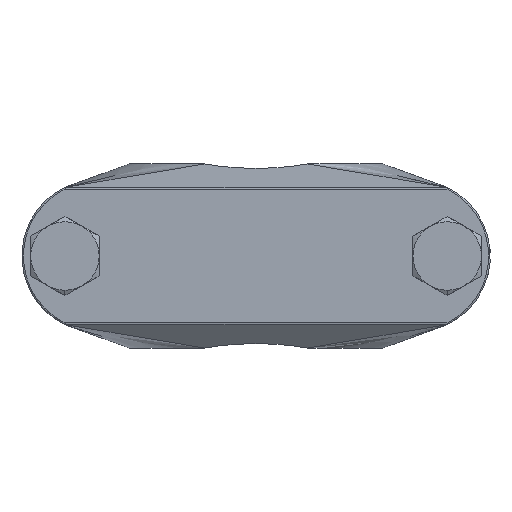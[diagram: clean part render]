
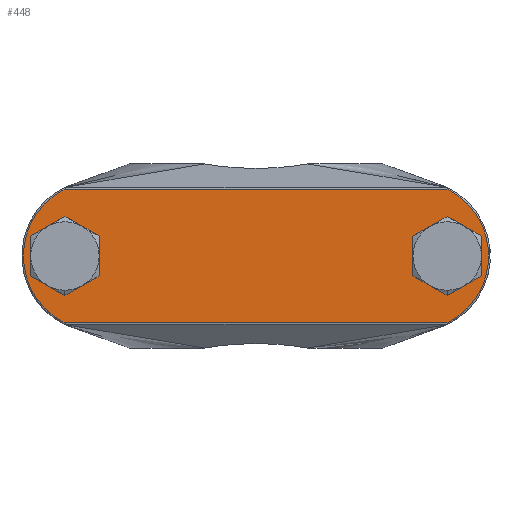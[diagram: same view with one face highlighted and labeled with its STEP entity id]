
A CAD part, front view. The second image highlights one B-rep face of the part: STEP entity #448.
In plain terms, the highlighted planar face has unit normal (0, -1, 0).
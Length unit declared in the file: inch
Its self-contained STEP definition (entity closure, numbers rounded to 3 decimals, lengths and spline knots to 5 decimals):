
#4 = VERTEX_POINT ( 'NONE', #418 ) ;
#7 = ORIENTED_EDGE ( 'NONE', *, *, #1297, .F. ) ;
#25 = CARTESIAN_POINT ( 'NONE',  ( 1.21833, -0.677, -0.4275 ) ) ;
#29 = DIRECTION ( 'NONE',  ( 0.866, 0., -0.5 ) ) ;
#31 = EDGE_CURVE ( 'NONE', #2875, #688, #3518, .T. ) ;
#32 = DIRECTION ( 'NONE',  ( 0., -1., 0. ) ) ;
#159 = VECTOR ( 'NONE', #564, 39.37008 ) ;
#212 = CARTESIAN_POINT ( 'NONE',  ( -1.00125, -0.677, 0.1263 ) ) ;
#269 = VERTEX_POINT ( 'NONE', #3538 ) ;
#278 = CIRCLE ( 'NONE', #3229, 0.476 ) ;
#309 = CARTESIAN_POINT ( 'NONE',  ( 1.22064, -0.677, -0.4275 ) ) ;
#310 = CARTESIAN_POINT ( 'NONE',  ( 1.43875, -0.677, -0.1263 ) ) ;
#317 = VECTOR ( 'NONE', #1509, 39.37008 ) ;
#374 = LINE ( 'NONE', #1099, #2184 ) ;
#376 = LINE ( 'NONE', #1768, #3612 ) ;
#393 = CARTESIAN_POINT ( 'NONE',  ( -1.009, -0.677, 0. ) ) ;
#418 = CARTESIAN_POINT ( 'NONE',  ( 1.22, -0.677, -0.25259 ) ) ;
#448 = ADVANCED_FACE ( 'NONE', ( #2140, #3331, #2690 ), #728, .T. ) ;
#504 = VERTEX_POINT ( 'NONE', #1632 ) ;
#564 = DIRECTION ( 'NONE',  ( 0., 0., 1. ) ) ;
#598 = VECTOR ( 'NONE', #2138, 39.37008 ) ;
#613 = EDGE_CURVE ( 'NONE', #1508, #1397, #891, .T. ) ;
#662 = CARTESIAN_POINT ( 'NONE',  ( 1.43875, -0.677, 0.1263 ) ) ;
#680 = AXIS2_PLACEMENT_3D ( 'NONE', #2750, #1309, #1932 ) ;
#688 = VERTEX_POINT ( 'NONE', #3645 ) ;
#728 = PLANE ( 'NONE',  #1034 ) ;
#729 = ORIENTED_EDGE ( 'NONE', *, *, #31, .F. ) ;
#797 = ORIENTED_EDGE ( 'NONE', *, *, #613, .T. ) ;
#803 = LINE ( 'NONE', #3194, #2086 ) ;
#851 = VECTOR ( 'NONE', #2235, 39.37008 ) ;
#891 = LINE ( 'NONE', #309, #3711 ) ;
#913 = CARTESIAN_POINT ( 'NONE',  ( 1.00125, -0.677, 0.1263 ) ) ;
#924 = DIRECTION ( 'NONE',  ( 1., 0., 0. ) ) ;
#930 = VECTOR ( 'NONE', #3306, 39.37008 ) ;
#1009 = EDGE_CURVE ( 'NONE', #4, #2832, #2880, .T. ) ;
#1015 = CARTESIAN_POINT ( 'NONE',  ( 1.22, -0.677, -0.25259 ) ) ;
#1034 = AXIS2_PLACEMENT_3D ( 'NONE', #393, #3056, #2793 ) ;
#1097 = EDGE_CURVE ( 'NONE', #2832, #3376, #1295, .T. ) ;
#1099 = CARTESIAN_POINT ( 'NONE',  ( -1.00125, -0.677, -0.1263 ) ) ;
#1162 = ORIENTED_EDGE ( 'NONE', *, *, #2985, .T. ) ;
#1196 = CARTESIAN_POINT ( 'NONE',  ( 1.00125, -0.677, -0.1263 ) ) ;
#1199 = EDGE_CURVE ( 'NONE', #1397, #2439, #278, .T. ) ;
#1229 = ORIENTED_EDGE ( 'NONE', *, *, #2640, .F. ) ;
#1237 = CARTESIAN_POINT ( 'NONE',  ( -1.22, -0.677, -0.25259 ) ) ;
#1243 = CARTESIAN_POINT ( 'NONE',  ( -1.43875, -0.677, -0.1263 ) ) ;
#1251 = DIRECTION ( 'NONE',  ( 0.866, 0., 0.5 ) ) ;
#1278 = EDGE_CURVE ( 'NONE', #269, #2774, #2496, .T. ) ;
#1287 = LINE ( 'NONE', #3297, #930 ) ;
#1295 = LINE ( 'NONE', #3525, #159 ) ;
#1297 = EDGE_CURVE ( 'NONE', #3717, #3307, #803, .T. ) ;
#1309 = DIRECTION ( 'NONE',  ( 0., -1., 0. ) ) ;
#1322 = ORIENTED_EDGE ( 'NONE', *, *, #1404, .F. ) ;
#1332 = DIRECTION ( 'NONE',  ( 0., 0., 1. ) ) ;
#1397 = VERTEX_POINT ( 'NONE', #25 ) ;
#1404 = EDGE_CURVE ( 'NONE', #3825, #2875, #376, .T. ) ;
#1473 = DIRECTION ( 'NONE',  ( 0., 0., -1. ) ) ;
#1492 = CARTESIAN_POINT ( 'NONE',  ( 1.43875, -0.677, 0.1263 ) ) ;
#1508 = VERTEX_POINT ( 'NONE', #3531 ) ;
#1509 = DIRECTION ( 'NONE',  ( -0.866, 0., 0.5 ) ) ;
#1560 = ORIENTED_EDGE ( 'NONE', *, *, #1199, .T. ) ;
#1606 = EDGE_CURVE ( 'NONE', #1721, #1859, #1684, .T. ) ;
#1632 = CARTESIAN_POINT ( 'NONE',  ( -1.21833, -0.677, 0.4275 ) ) ;
#1684 = LINE ( 'NONE', #1237, #3166 ) ;
#1692 = ORIENTED_EDGE ( 'NONE', *, *, #1097, .F. ) ;
#1721 = VERTEX_POINT ( 'NONE', #2901 ) ;
#1731 = VECTOR ( 'NONE', #3087, 39.37008 ) ;
#1768 = CARTESIAN_POINT ( 'NONE',  ( 1.22, -0.677, 0.25259 ) ) ;
#1795 = CARTESIAN_POINT ( 'NONE',  ( 1.009, -0.677, 0. ) ) ;
#1859 = VERTEX_POINT ( 'NONE', #2182 ) ;
#1860 = LINE ( 'NONE', #2312, #2872 ) ;
#1932 = DIRECTION ( 'NONE',  ( 0., 0., -1. ) ) ;
#1961 = ORIENTED_EDGE ( 'NONE', *, *, #1009, .F. ) ;
#1993 = ORIENTED_EDGE ( 'NONE', *, *, #2789, .F. ) ;
#2025 = EDGE_CURVE ( 'NONE', #688, #4, #2956, .T. ) ;
#2038 = DIRECTION ( 'NONE',  ( -0.866, 0., -0.5 ) ) ;
#2049 = EDGE_LOOP ( 'NONE', ( #1993, #7, #1229, #2164, #2622, #3423 ) ) ;
#2086 = VECTOR ( 'NONE', #3555, 39.37008 ) ;
#2138 = DIRECTION ( 'NONE',  ( 0.866, 0., -0.5 ) ) ;
#2140 = FACE_OUTER_BOUND ( 'NONE', #2914, .T. ) ;
#2164 = ORIENTED_EDGE ( 'NONE', *, *, #1606, .F. ) ;
#2175 = EDGE_CURVE ( 'NONE', #2774, #1721, #2918, .T. ) ;
#2182 = CARTESIAN_POINT ( 'NONE',  ( -1.00125, -0.677, -0.1263 ) ) ;
#2184 = VECTOR ( 'NONE', #1332, 39.37008 ) ;
#2204 = CARTESIAN_POINT ( 'NONE',  ( 1.00125, -0.677, 0.1263 ) ) ;
#2208 = ORIENTED_EDGE ( 'NONE', *, *, #2561, .T. ) ;
#2235 = DIRECTION ( 'NONE',  ( 0., 0., -1. ) ) ;
#2312 = CARTESIAN_POINT ( 'NONE',  ( -1.22, -0.677, 0.25259 ) ) ;
#2335 = DIRECTION ( 'NONE',  ( 0., 0., -1. ) ) ;
#2410 = VECTOR ( 'NONE', #29, 39.37008 ) ;
#2439 = VERTEX_POINT ( 'NONE', #3625 ) ;
#2465 = EDGE_CURVE ( 'NONE', #3376, #3825, #2675, .T. ) ;
#2496 = LINE ( 'NONE', #2970, #3327 ) ;
#2561 = EDGE_CURVE ( 'NONE', #504, #1508, #2634, .T. ) ;
#2622 = ORIENTED_EDGE ( 'NONE', *, *, #2175, .F. ) ;
#2634 = CIRCLE ( 'NONE', #680, 0.476 ) ;
#2640 = EDGE_CURVE ( 'NONE', #1859, #3717, #374, .T. ) ;
#2651 = DIRECTION ( 'NONE',  ( -0.866, 0., -0.5 ) ) ;
#2675 = LINE ( 'NONE', #662, #317 ) ;
#2690 = FACE_BOUND ( 'NONE', #3292, .T. ) ;
#2750 = CARTESIAN_POINT ( 'NONE',  ( -1.009, -0.677, 0. ) ) ;
#2774 = VERTEX_POINT ( 'NONE', #2899 ) ;
#2789 = EDGE_CURVE ( 'NONE', #3307, #269, #1860, .T. ) ;
#2793 = DIRECTION ( 'NONE',  ( 0., 0., -1. ) ) ;
#2832 = VERTEX_POINT ( 'NONE', #310 ) ;
#2857 = ORIENTED_EDGE ( 'NONE', *, *, #2025, .F. ) ;
#2872 = VECTOR ( 'NONE', #2038, 39.37008 ) ;
#2875 = VERTEX_POINT ( 'NONE', #913 ) ;
#2880 = LINE ( 'NONE', #1015, #1731 ) ;
#2899 = CARTESIAN_POINT ( 'NONE',  ( -1.43875, -0.677, -0.1263 ) ) ;
#2901 = CARTESIAN_POINT ( 'NONE',  ( -1.22, -0.677, -0.25259 ) ) ;
#2914 = EDGE_LOOP ( 'NONE', ( #797, #1560, #1162, #2208 ) ) ;
#2918 = LINE ( 'NONE', #1243, #598 ) ;
#2920 = ORIENTED_EDGE ( 'NONE', *, *, #2465, .F. ) ;
#2933 = CARTESIAN_POINT ( 'NONE',  ( -1.22, -0.677, 0.25259 ) ) ;
#2956 = LINE ( 'NONE', #1196, #2410 ) ;
#2970 = CARTESIAN_POINT ( 'NONE',  ( -1.43875, -0.677, 0.1263 ) ) ;
#2985 = EDGE_CURVE ( 'NONE', #2439, #504, #1287, .T. ) ;
#3056 = DIRECTION ( 'NONE',  ( 0., -1., 0. ) ) ;
#3087 = DIRECTION ( 'NONE',  ( 0.866, 0., 0.5 ) ) ;
#3166 = VECTOR ( 'NONE', #1251, 39.37008 ) ;
#3194 = CARTESIAN_POINT ( 'NONE',  ( -1.00125, -0.677, 0.1263 ) ) ;
#3229 = AXIS2_PLACEMENT_3D ( 'NONE', #1795, #32, #1473 ) ;
#3292 = EDGE_LOOP ( 'NONE', ( #1322, #2920, #1692, #1961, #2857, #729 ) ) ;
#3297 = CARTESIAN_POINT ( 'NONE',  ( -1.22064, -0.677, 0.4275 ) ) ;
#3306 = DIRECTION ( 'NONE',  ( -1., 0., 0. ) ) ;
#3307 = VERTEX_POINT ( 'NONE', #2933 ) ;
#3327 = VECTOR ( 'NONE', #2335, 39.37008 ) ;
#3331 = FACE_BOUND ( 'NONE', #2049, .T. ) ;
#3376 = VERTEX_POINT ( 'NONE', #1492 ) ;
#3409 = CARTESIAN_POINT ( 'NONE',  ( 1.22, -0.677, 0.25259 ) ) ;
#3423 = ORIENTED_EDGE ( 'NONE', *, *, #1278, .F. ) ;
#3518 = LINE ( 'NONE', #2204, #851 ) ;
#3525 = CARTESIAN_POINT ( 'NONE',  ( 1.43875, -0.677, -0.1263 ) ) ;
#3531 = CARTESIAN_POINT ( 'NONE',  ( -1.21833, -0.677, -0.4275 ) ) ;
#3538 = CARTESIAN_POINT ( 'NONE',  ( -1.43875, -0.677, 0.1263 ) ) ;
#3555 = DIRECTION ( 'NONE',  ( -0.866, 0., 0.5 ) ) ;
#3612 = VECTOR ( 'NONE', #2651, 39.37008 ) ;
#3625 = CARTESIAN_POINT ( 'NONE',  ( 1.21833, -0.677, 0.4275 ) ) ;
#3645 = CARTESIAN_POINT ( 'NONE',  ( 1.00125, -0.677, -0.1263 ) ) ;
#3711 = VECTOR ( 'NONE', #924, 39.37008 ) ;
#3717 = VERTEX_POINT ( 'NONE', #212 ) ;
#3825 = VERTEX_POINT ( 'NONE', #3409 ) ;
